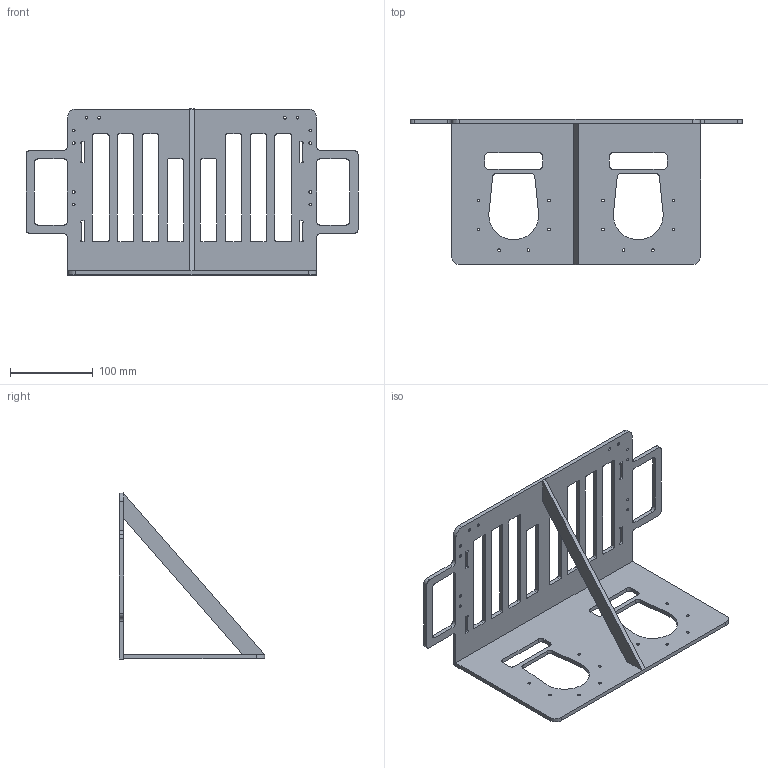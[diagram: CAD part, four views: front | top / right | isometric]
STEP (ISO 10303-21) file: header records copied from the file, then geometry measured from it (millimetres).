
FILE_DESCRIPTION(/* description */ (''),/* implementation_level */ '2;1');
FILE_NAME(/* name */ 'Assembly_Waist.stp',/* time_stamp */ '2025-07-31T15:12:30+09:00',/* author */ ('佐藤智貴'),/* organization */ (''),/* preprocessor_version */ 'ST-DEVELOPER v20',/* originating_system */ 'Autodesk Inventor 2024',/* authorisation */ '');
FILE_SCHEMA (('AUTOMOTIVE_DESIGN { 1 0 10303 214 3 1 1 }'));
Length unit declared in the file: millimetre
Products named in the file (4): Assembly_Waist; RP_Waist-Under; RP_Waist-Avobe; RP_Waist-Diagonal-material
Assembly tree (3 placements, depth 2):
  Assembly_Waist
    RP_Waist-Under
    RP_Waist-Avobe
    RP_Waist-Diagonal-material
Bounding box: 400 x 175 x 200 mm (x, y, z)
Volume: 440768.1 mm3; surface area: 209628.1 mm2
Topology: 3 solids, 3 shells, 202 faces, 588 edges, 392 vertices
Faces by surface type: cylinder 106, plane 96
Full cylindrical faces by diameter (mm): 3.2 x24
Entity records: 7082 total; most frequent: DIRECTION 1218, CARTESIAN_POINT 1189, ORIENTED_EDGE 1176, EDGE_CURVE 588, AXIS2_PLACEMENT_3D 421, VERTEX_POINT 392, LINE 376, VECTOR 376
